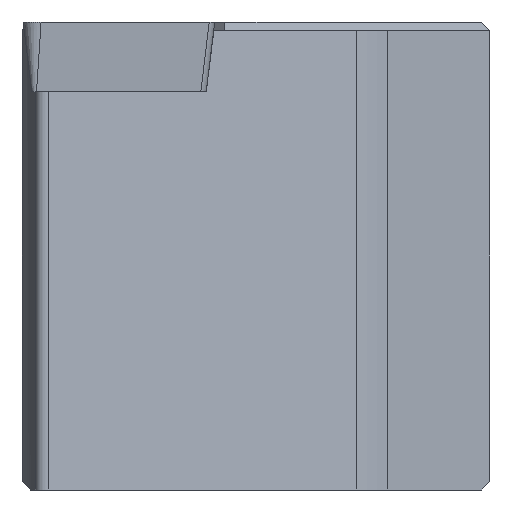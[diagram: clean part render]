
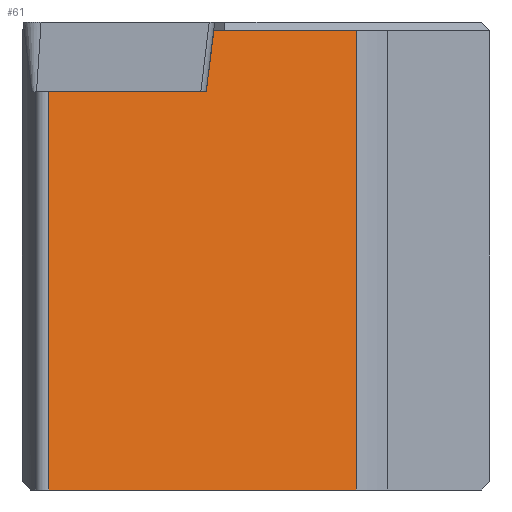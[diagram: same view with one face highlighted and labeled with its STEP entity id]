
A CAD part, left-side view. The second image highlights one B-rep face of the part: STEP entity #61.
In plain terms, the highlighted planar face has unit normal (-0.848, -0.53, 0).
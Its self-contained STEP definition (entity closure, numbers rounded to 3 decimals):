
#61=ADVANCED_FACE('',(#130),#98,.F.);
#98=PLANE('',#687);
#130=FACE_OUTER_BOUND('',#168,.T.);
#168=EDGE_LOOP('',(#232,#233,#234,#235,#236,#237));
#232=ORIENTED_EDGE('',*,*,#463,.F.);
#233=ORIENTED_EDGE('',*,*,#464,.F.);
#234=ORIENTED_EDGE('',*,*,#462,.F.);
#235=ORIENTED_EDGE('',*,*,#465,.F.);
#236=ORIENTED_EDGE('',*,*,#466,.T.);
#237=ORIENTED_EDGE('',*,*,#447,.F.);
#392=VERTEX_POINT('',#922);
#393=VERTEX_POINT('',#924);
#404=VERTEX_POINT('',#950);
#405=VERTEX_POINT('',#952);
#406=VERTEX_POINT('',#956);
#407=VERTEX_POINT('',#959);
#447=EDGE_CURVE('',#392,#393,#536,.T.);
#462=EDGE_CURVE('',#405,#404,#547,.T.);
#463=EDGE_CURVE('',#406,#392,#548,.T.);
#464=EDGE_CURVE('',#404,#406,#549,.T.);
#465=EDGE_CURVE('',#407,#405,#550,.T.);
#466=EDGE_CURVE('',#407,#393,#551,.T.);
#536=LINE('',#923,#608);
#547=LINE('',#953,#619);
#548=LINE('',#955,#620);
#549=LINE('',#957,#621);
#550=LINE('',#958,#622);
#551=LINE('',#960,#623);
#608=VECTOR('',#738,1.);
#619=VECTOR('',#761,1.);
#620=VECTOR('',#764,1.);
#621=VECTOR('',#765,1.);
#622=VECTOR('',#766,1.);
#623=VECTOR('',#767,1.);
#687=AXIS2_PLACEMENT_3D('',#961,#768,#769);
#738=DIRECTION('',(0.53,-0.848,0.));
#761=DIRECTION('',(0.,0.,1.));
#764=DIRECTION('',(0.079,-0.126,0.989));
#765=DIRECTION('',(0.53,-0.848,0.));
#766=DIRECTION('',(-0.53,0.848,0.));
#767=DIRECTION('',(0.,0.,1.));
#768=DIRECTION('',(0.848,0.53,0.));
#769=DIRECTION('',(0.53,-0.848,0.));
#922=CARTESIAN_POINT('',(4.562,9.439,-0.3));
#923=CARTESIAN_POINT('',(1.037,15.08,-0.3));
#924=CARTESIAN_POINT('',(7.599,4.58,-0.3));
#950=CARTESIAN_POINT('',(1.037,15.08,-2.38));
#952=CARTESIAN_POINT('',(1.037,15.08,-16.));
#953=CARTESIAN_POINT('',(1.037,15.08,-30.));
#955=CARTESIAN_POINT('',(2.178,13.255,-30.323));
#956=CARTESIAN_POINT('',(4.397,9.703,-2.38));
#957=CARTESIAN_POINT('',(1.037,15.08,-2.38));
#958=CARTESIAN_POINT('',(1.037,15.08,-16.));
#959=CARTESIAN_POINT('',(7.599,4.58,-16.));
#960=CARTESIAN_POINT('',(7.599,4.58,-30.));
#961=CARTESIAN_POINT('',(1.037,15.08,-30.));
